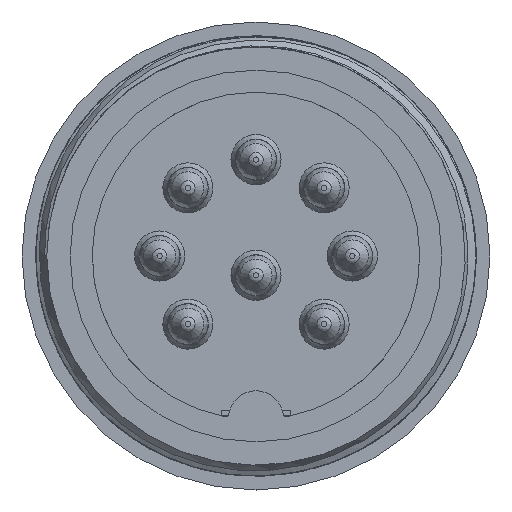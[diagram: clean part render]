
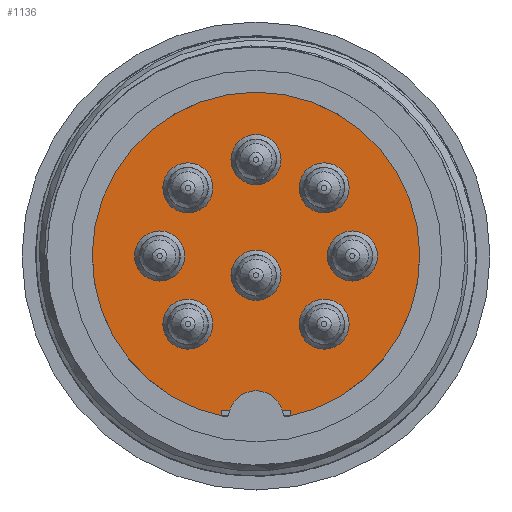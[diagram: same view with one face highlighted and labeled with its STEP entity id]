
A CAD part, front view. The second image highlights one B-rep face of the part: STEP entity #1136.
In plain terms, the highlighted planar face has unit normal (0, -1, 0).
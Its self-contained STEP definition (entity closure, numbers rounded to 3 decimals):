
#1003=LINE('',#3194,#1036);
#1007=LINE('',#3203,#1040);
#1009=LINE('',#3206,#1042);
#1036=VECTOR('',#2680,1.);
#1040=VECTOR('',#2686,1.);
#1042=VECTOR('',#2690,1.);
#1136=ADVANCED_FACE('',(#1320,#1321,#1322,#1323,#1324,#1325,#1326,#1327,
#1328),#1231,.T.);
#1231=PLANE('',#2500);
#1320=FACE_BOUND('',#1510,.T.);
#1321=FACE_BOUND('',#1511,.T.);
#1322=FACE_BOUND('',#1512,.T.);
#1323=FACE_BOUND('',#1513,.T.);
#1324=FACE_BOUND('',#1514,.T.);
#1325=FACE_BOUND('',#1515,.T.);
#1326=FACE_BOUND('',#1516,.T.);
#1327=FACE_BOUND('',#1517,.T.);
#1328=FACE_BOUND('',#1518,.T.);
#1510=EDGE_LOOP('',(#1768));
#1511=EDGE_LOOP('',(#1769));
#1512=EDGE_LOOP('',(#1770));
#1513=EDGE_LOOP('',(#1771));
#1514=EDGE_LOOP('',(#1772));
#1515=EDGE_LOOP('',(#1773));
#1516=EDGE_LOOP('',(#1774));
#1517=EDGE_LOOP('',(#1775));
#1518=EDGE_LOOP('',(#1776,#1777,#1778,#1779));
#1768=ORIENTED_EDGE('',*,*,#2213,.T.);
#1769=ORIENTED_EDGE('',*,*,#2208,.T.);
#1770=ORIENTED_EDGE('',*,*,#2203,.T.);
#1771=ORIENTED_EDGE('',*,*,#2198,.T.);
#1772=ORIENTED_EDGE('',*,*,#2193,.T.);
#1773=ORIENTED_EDGE('',*,*,#2188,.T.);
#1774=ORIENTED_EDGE('',*,*,#2184,.T.);
#1775=ORIENTED_EDGE('',*,*,#2179,.T.);
#1776=ORIENTED_EDGE('',*,*,#2176,.T.);
#1777=ORIENTED_EDGE('',*,*,#2217,.T.);
#1778=ORIENTED_EDGE('',*,*,#2172,.T.);
#1779=ORIENTED_EDGE('',*,*,#2178,.T.);
#2020=VERTEX_POINT('',#3189);
#2022=VERTEX_POINT('',#3193);
#2024=VERTEX_POINT('',#3198);
#2026=VERTEX_POINT('',#3202);
#2027=VERTEX_POINT('',#3209);
#2032=VERTEX_POINT('',#3234);
#2036=VERTEX_POINT('',#3254);
#2041=VERTEX_POINT('',#3279);
#2046=VERTEX_POINT('',#3304);
#2051=VERTEX_POINT('',#3331);
#2056=VERTEX_POINT('',#3354);
#2061=VERTEX_POINT('',#3381);
#2172=EDGE_CURVE('',#2020,#2022,#1003,.T.);
#2176=EDGE_CURVE('',#2024,#2026,#1007,.T.);
#2178=EDGE_CURVE('',#2022,#2024,#1009,.T.);
#2179=EDGE_CURVE('',#2027,#2027,#2332,.T.);
#2184=EDGE_CURVE('',#2032,#2032,#2335,.T.);
#2188=EDGE_CURVE('',#2036,#2036,#2338,.T.);
#2193=EDGE_CURVE('',#2041,#2041,#2341,.T.);
#2198=EDGE_CURVE('',#2046,#2046,#2344,.T.);
#2203=EDGE_CURVE('',#2051,#2051,#2347,.T.);
#2208=EDGE_CURVE('',#2056,#2056,#2350,.T.);
#2213=EDGE_CURVE('',#2061,#2061,#2353,.T.);
#2217=EDGE_CURVE('',#2026,#2020,#2356,.T.);
#2332=CIRCLE('',#2451,0.91);
#2335=CIRCLE('',#2457,0.91);
#2338=CIRCLE('',#2463,0.91);
#2341=CIRCLE('',#2469,0.91);
#2344=CIRCLE('',#2475,0.91);
#2347=CIRCLE('',#2481,0.91);
#2350=CIRCLE('',#2487,0.91);
#2353=CIRCLE('',#2493,0.91);
#2356=CIRCLE('',#2499,5.95);
#2451=AXIS2_PLACEMENT_3D('',#3208,#2693,#2694);
#2457=AXIS2_PLACEMENT_3D('',#3233,#2705,#2706);
#2463=AXIS2_PLACEMENT_3D('',#3253,#2717,#2718);
#2469=AXIS2_PLACEMENT_3D('',#3278,#2729,#2730);
#2475=AXIS2_PLACEMENT_3D('',#3303,#2741,#2742);
#2481=AXIS2_PLACEMENT_3D('',#3330,#2753,#2754);
#2487=AXIS2_PLACEMENT_3D('',#3353,#2765,#2766);
#2493=AXIS2_PLACEMENT_3D('',#3380,#2777,#2778);
#2499=AXIS2_PLACEMENT_3D('',#3400,#2789,#2790);
#2500=AXIS2_PLACEMENT_3D('',#3401,#2791,#2792);
#2680=DIRECTION('',(0.,0.,1.));
#2686=DIRECTION('',(0.,0.,-1.));
#2690=DIRECTION('',(1.,0.,0.));
#2693=DIRECTION('',(0.,1.,0.));
#2694=DIRECTION('',(1.,0.,0.));
#2705=DIRECTION('',(0.,1.,0.));
#2706=DIRECTION('',(1.,0.,0.));
#2717=DIRECTION('',(0.,1.,0.));
#2718=DIRECTION('',(1.,0.,0.));
#2729=DIRECTION('',(0.,1.,0.));
#2730=DIRECTION('',(1.,0.,0.));
#2741=DIRECTION('',(0.,1.,0.));
#2742=DIRECTION('',(1.,0.,0.));
#2753=DIRECTION('',(0.,1.,0.));
#2754=DIRECTION('',(1.,0.,0.));
#2765=DIRECTION('',(0.,1.,0.));
#2766=DIRECTION('',(1.,0.,0.));
#2777=DIRECTION('',(0.,1.,0.));
#2778=DIRECTION('',(1.,0.,0.));
#2789=DIRECTION('',(0.,-1.,0.));
#2790=DIRECTION('',(0.,0.,-1.));
#2791=DIRECTION('',(0.,-1.,0.));
#2792=DIRECTION('',(1.,0.,0.));
#3189=CARTESIAN_POINT('',(-14.587,-5.218,1.549));
#3193=CARTESIAN_POINT('',(-14.587,-5.218,1.766));
#3194=CARTESIAN_POINT('',(-14.587,-5.218,0.988));
#3198=CARTESIAN_POINT('',(-12.087,-5.218,1.766));
#3202=CARTESIAN_POINT('',(-12.087,-5.218,1.549));
#3203=CARTESIAN_POINT('',(-12.087,-5.218,1.766));
#3206=CARTESIAN_POINT('',(-14.587,-5.218,1.766));
#3208=CARTESIAN_POINT('',(-10.862,-5.218,4.892));
#3209=CARTESIAN_POINT('',(-9.952,-5.218,4.892));
#3233=CARTESIAN_POINT('',(-9.837,-5.218,7.366));
#3234=CARTESIAN_POINT('',(-8.927,-5.218,7.366));
#3253=CARTESIAN_POINT('',(-10.862,-5.218,9.841));
#3254=CARTESIAN_POINT('',(-9.952,-5.218,9.841));
#3278=CARTESIAN_POINT('',(-13.337,-5.218,10.866));
#3279=CARTESIAN_POINT('',(-12.427,-5.218,10.866));
#3303=CARTESIAN_POINT('',(-15.812,-5.218,9.841));
#3304=CARTESIAN_POINT('',(-14.902,-5.218,9.841));
#3330=CARTESIAN_POINT('',(-16.837,-5.218,7.366));
#3331=CARTESIAN_POINT('',(-15.927,-5.218,7.366));
#3353=CARTESIAN_POINT('',(-15.812,-5.218,4.892));
#3354=CARTESIAN_POINT('',(-14.902,-5.218,4.892));
#3380=CARTESIAN_POINT('',(-13.337,-5.218,6.666));
#3381=CARTESIAN_POINT('',(-12.427,-5.218,6.666));
#3400=CARTESIAN_POINT('',(-13.337,-5.218,7.366));
#3401=CARTESIAN_POINT('',(-20.587,-5.218,0.116));
